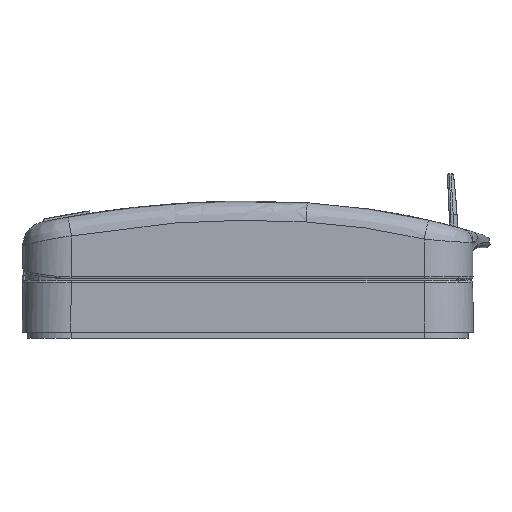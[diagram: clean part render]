
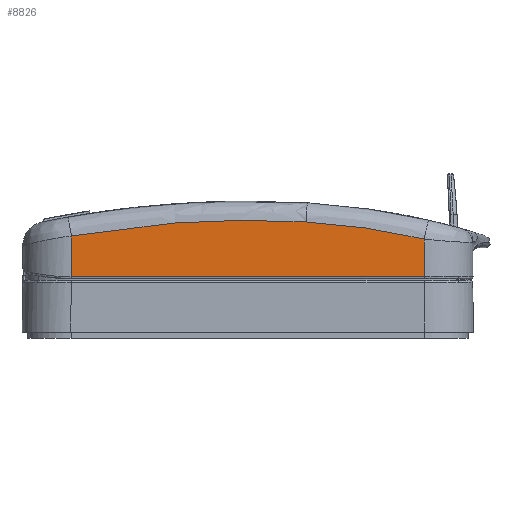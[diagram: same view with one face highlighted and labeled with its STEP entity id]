
A CAD part, left-side view. The second image highlights one B-rep face of the part: STEP entity #8826.
In plain terms, the highlighted planar face has unit normal (-1, 0, 0.009).
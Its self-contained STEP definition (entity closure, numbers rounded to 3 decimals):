
#465 = B_SPLINE_CURVE_WITH_KNOTS ( 'NONE', 3,
 ( #10329, #21467, #8582, #21623 ),
 .UNSPECIFIED., .F., .F.,
 ( 4, 4 ),
 ( 0., 1. ),
 .UNSPECIFIED. ) ;
#672 = DIRECTION ( 'NONE',  ( -0.009, 0.009, -1. ) ) ;
#691 = VECTOR ( 'NONE', #1045, 1000. ) ;
#800 = LINE ( 'NONE', #14025, #691 ) ;
#1024 = VERTEX_POINT ( 'NONE', #13585 ) ;
#1045 = DIRECTION ( 'NONE',  ( 0., -1., 0. ) ) ;
#1332 = VERTEX_POINT ( 'NONE', #9675 ) ;
#1656 = CARTESIAN_POINT ( 'NONE',  ( -89.901, -20.204, 21.508 ) ) ;
#1663 = VECTOR ( 'NONE', #13369, 1000. ) ;
#1706 = LINE ( 'NONE', #17171, #1663 ) ;
#5129 = ORIENTED_EDGE ( 'NONE', *, *, #12857, .T. ) ;
#5345 = CARTESIAN_POINT ( 'NONE',  ( -89.996, 36.408, 10.704 ) ) ;
#7126 = CARTESIAN_POINT ( 'NONE',  ( -89.928, -36.341, 18.493 ) ) ;
#7301 = ORIENTED_EDGE ( 'NONE', *, *, #21372, .F. ) ;
#7748 = ORIENTED_EDGE ( 'NONE', *, *, #20210, .F. ) ;
#8582 = CARTESIAN_POINT ( 'NONE',  ( -89.889, 4.14, 22.93 ) ) ;
#8826 = ADVANCED_FACE ( 'NONE', ( #21656 ), #23974, .T. ) ;
#9675 = CARTESIAN_POINT ( 'NONE',  ( -89.928, -36.341, 18.493 ) ) ;
#9757 = CARTESIAN_POINT ( 'NONE',  ( -89.922, 36.335, 19.107 ) ) ;
#10191 = ORIENTED_EDGE ( 'NONE', *, *, #21613, .T. ) ;
#10329 = CARTESIAN_POINT ( 'NONE',  ( -89.922, 36.335, 19.107 ) ) ;
#11336 = AXIS2_PLACEMENT_3D ( 'NONE', #23139, #22760, #21492 ) ;
#12016 = CARTESIAN_POINT ( 'NONE',  ( -89.922, 36.335, 19.107 ) ) ;
#12857 = EDGE_CURVE ( 'NONE', #22185, #16932, #14662, .T. ) ;
#13369 = DIRECTION ( 'NONE',  ( 0.009, 0.009, 1. ) ) ;
#13585 = CARTESIAN_POINT ( 'NONE',  ( -89.897, -12.017, 21.986 ) ) ;
#13912 = EDGE_LOOP ( 'NONE', ( #10191, #7301, #7748, #5129, #16420 ) ) ;
#14025 = CARTESIAN_POINT ( 'NONE',  ( -89.996, 0., 10.704 ) ) ;
#14662 = LINE ( 'NONE', #9757, #14873 ) ;
#14873 = VECTOR ( 'NONE', #672, 1000. ) ;
#16420 = ORIENTED_EDGE ( 'NONE', *, *, #22272, .T. ) ;
#16546 = CARTESIAN_POINT ( 'NONE',  ( -89.897, -12.017, 21.986 ) ) ;
#16932 = VERTEX_POINT ( 'NONE', #5345 ) ;
#17171 = CARTESIAN_POINT ( 'NONE',  ( -89.996, -36.408, 10.704 ) ) ;
#18429 = CARTESIAN_POINT ( 'NONE',  ( -89.912, -28.35, 20.338 ) ) ;
#18550 = CARTESIAN_POINT ( 'NONE',  ( -89.996, -36.408, 10.704 ) ) ;
#19853 = VERTEX_POINT ( 'NONE', #18550 ) ;
#19985 = B_SPLINE_CURVE_WITH_KNOTS ( 'NONE', 3,
 ( #16546, #1656, #18429, #7126 ),
 .UNSPECIFIED., .F., .F.,
 ( 4, 4 ),
 ( 0., 1. ),
 .UNSPECIFIED. ) ;
#20210 = EDGE_CURVE ( 'NONE', #22185, #1024, #465, .T. ) ;
#21372 = EDGE_CURVE ( 'NONE', #1024, #1332, #19985, .T. ) ;
#21467 = CARTESIAN_POINT ( 'NONE',  ( -89.897, 20.404, 21.962 ) ) ;
#21492 = DIRECTION ( 'NONE',  ( 0.009, 0., 1. ) ) ;
#21613 = EDGE_CURVE ( 'NONE', #19853, #1332, #1706, .T. ) ;
#21623 = CARTESIAN_POINT ( 'NONE',  ( -89.897, -12.017, 21.986 ) ) ;
#21656 = FACE_OUTER_BOUND ( 'NONE', #13912, .T. ) ;
#22185 = VERTEX_POINT ( 'NONE', #12016 ) ;
#22272 = EDGE_CURVE ( 'NONE', #16932, #19853, #800, .T. ) ;
#22760 = DIRECTION ( 'NONE',  ( -1., 0., 0.009 ) ) ;
#23139 = CARTESIAN_POINT ( 'NONE',  ( -89.996, -36.845, 10.704 ) ) ;
#23974 = PLANE ( 'NONE',  #11336 ) ;
